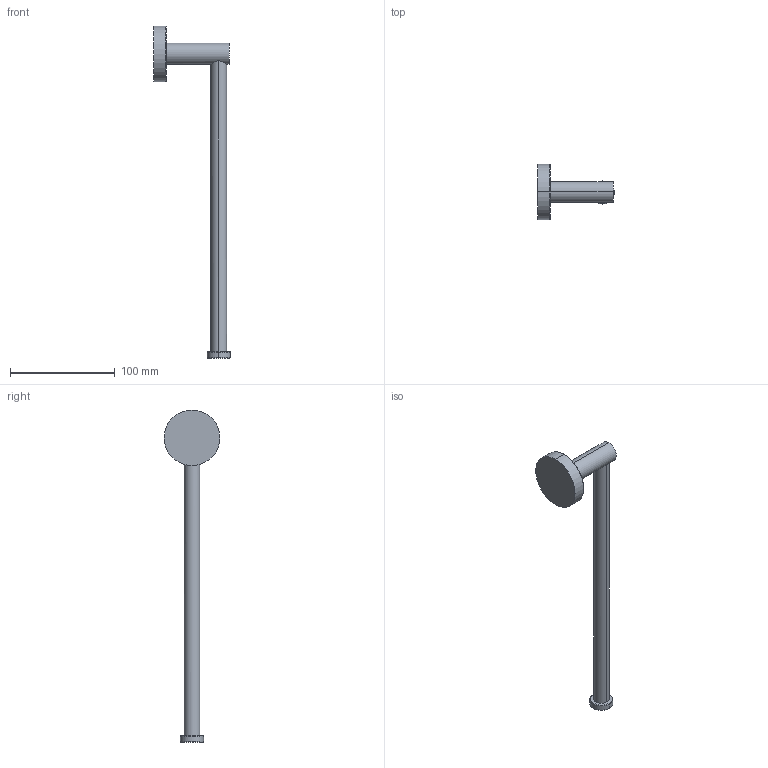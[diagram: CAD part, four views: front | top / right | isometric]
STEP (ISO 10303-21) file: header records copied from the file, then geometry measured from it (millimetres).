
FILE_DESCRIPTION((''),'2;1');
FILE_NAME('121','2020-12-04T19:36:50',('miqia'),(''),'CREO PARAMETRIC BY PTC INC, 2019224','CREO PARAMETRIC BY PTC INC, 2019224','');
FILE_SCHEMA(('CONFIG_CONTROL_DESIGN'));
Length unit declared in the file: millimetre
Products named in the file (1): 121
Bounding box: 73 x 53 x 316.5 mm (x, y, z)
Volume: 96143.2 mm3; surface area: 23907.5 mm2
Topology: 1 solids, 1 shells, 19 faces, 39 edges, 24 vertices
Faces by surface type: cylinder 8, torus 6, plane 5
Entity records: 597 total; most frequent: CARTESIAN_POINT 138, DIRECTION 99, ORIENTED_EDGE 78, AXIS2_PLACEMENT_3D 45, EDGE_CURVE 39, CIRCLE 26, VERTEX_POINT 24, EDGE_LOOP 21
